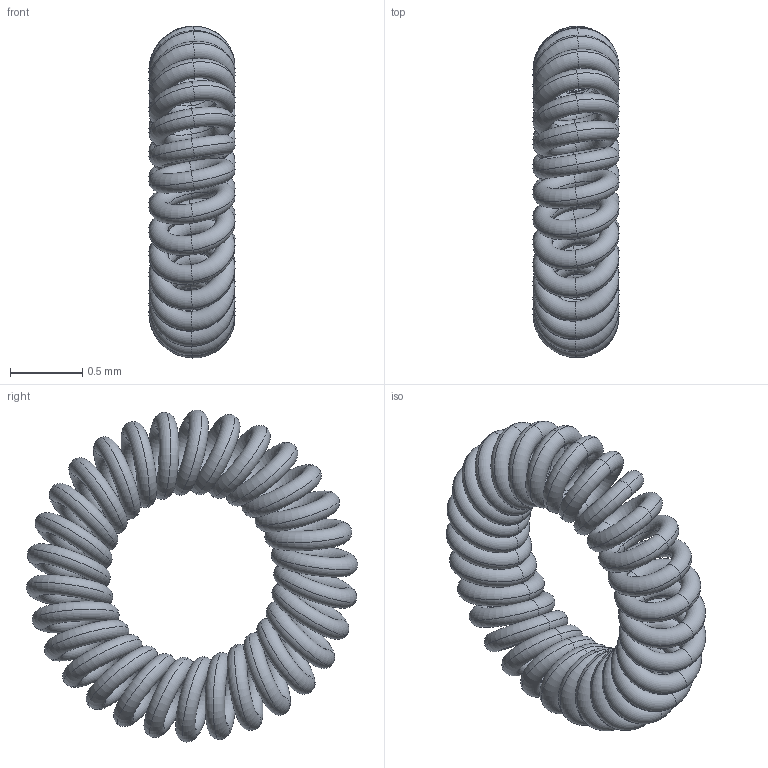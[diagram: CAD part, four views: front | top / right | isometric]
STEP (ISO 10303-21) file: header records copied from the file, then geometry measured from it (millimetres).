
FILE_DESCRIPTION (( 'STEP AP203' ), '1' );
FILE_NAME ('NNP-DWG-130-012-002 Balseal, Spring, CCW.STEP', '2024-08-12T19:56:58', ( '' ), ( '' ), 'SwSTEP 2.0', 'SolidWorks 2024', '' );
FILE_SCHEMA (( 'CONFIG_CONTROL_DESIGN' ));
Length unit declared in the file: inch
Products named in the file (1): NNP-DWG-130-012-002 Balseal, Spring, CCW
Bounding box: 0.6 x 2.3 x 2.3 mm (x, y, z)
Volume: 0.6 mm3; surface area: 18.7 mm2
Topology: 30 solids, 30 shells, 120 faces, 240 edges, 120 vertices
Faces by surface type: torus 120
Entity records: 3265 total; most frequent: DIRECTION 722, CARTESIAN_POINT 481, ORIENTED_EDGE 480, AXIS2_PLACEMENT_3D 361, CIRCLE 240, EDGE_CURVE 240, VERTEX_POINT 120, FACE_OUTER_BOUND 120
